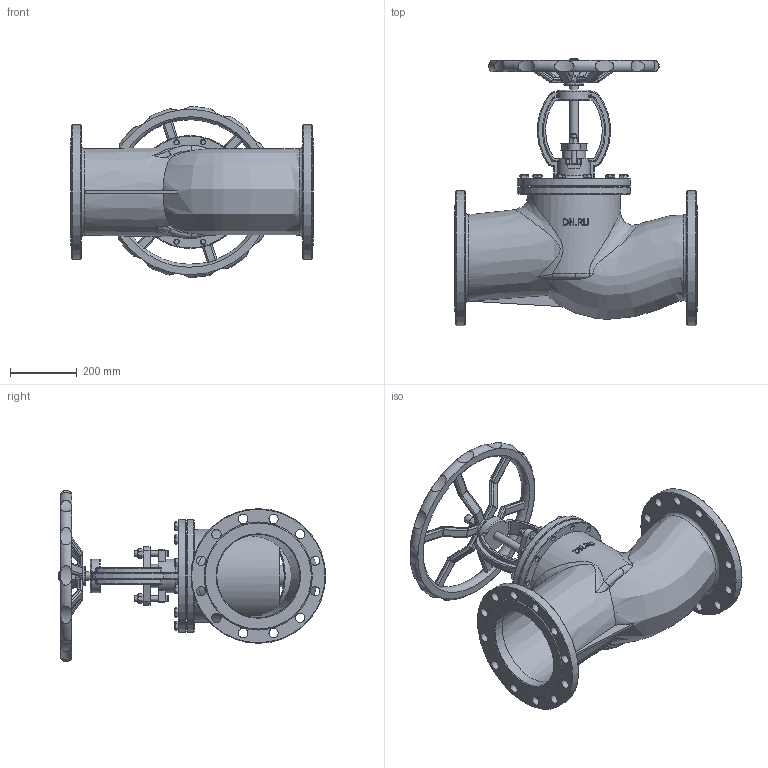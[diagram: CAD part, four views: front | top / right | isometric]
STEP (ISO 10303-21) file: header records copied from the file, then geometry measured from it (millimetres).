
FILE_DESCRIPTION(/* description */ (''),/* implementation_level */ '2;1');
FILE_NAME(/* name */ 'DN250_3D_STEP.stp',/* time_stamp */ '2024-02-11T22:19:22+03:00',/* author */ ('igorr'),/* organization */ (''),/* preprocessor_version */ 'ST-DEVELOPER v19.2',/* originating_system */ 'Autodesk Inventor 2023',/* authorisation */ '');
FILE_SCHEMA (('AUTOMOTIVE_DESIGN { 1 0 10303 214 3 1 1 }'));
Length unit declared in the file: millimetre
Products named in the file (6): Сборка; Деталь1; Деталь2; AS 1110 - M16 x 40; ANSI B18.2.4.2M - M16x2; ANSI B18.2.4.2M - M24x3
Assembly tree (17 placements, depth 2):
  Сборка
    Деталь1
    Деталь2
    AS 1110 - M16 x 40  x12
    ANSI B18.2.4.2M - M16x2  x2
    ANSI B18.2.4.2M - M24x3
Bounding box: 730 x 803.75 x 514.68 mm (x, y, z)
Volume: 31792657.5 mm3; surface area: 2474023 mm2
Topology: 17 solids, 17 shells, 975 faces, 2311 edges, 1395 vertices
Faces by surface type: plane 387, cylinder 291, cone 135, torus 83, bspline 55, sphere 24
Full cylindrical faces by diameter (mm): 13.835 x2, 16 x40, 20.752 x1, 24 x12, 25 x3, 28 x24, 30 x1, 32.5 x1, 60 x2, 63.693 x1, 70 x1, 200 x1, 250 x2, 280 x1, 340 x2, 405 x2
Entity records: 27334 total; most frequent: CARTESIAN_POINT 10085, DIRECTION 3434, ORIENTED_EDGE 3408, EDGE_CURVE 1704, AXIS2_PLACEMENT_3D 1377, VERTEX_POINT 1036, EDGE_LOOP 828, CIRCLE 694
